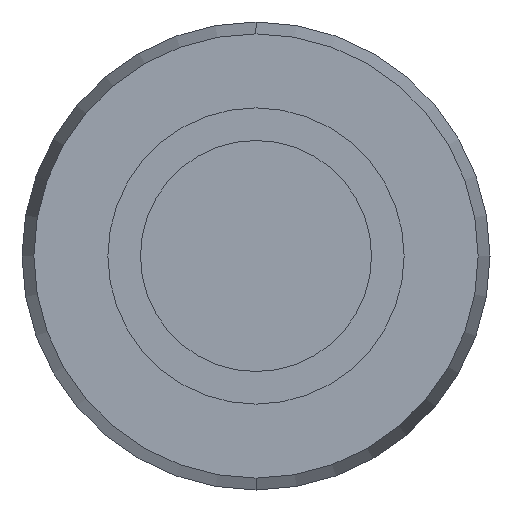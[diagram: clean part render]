
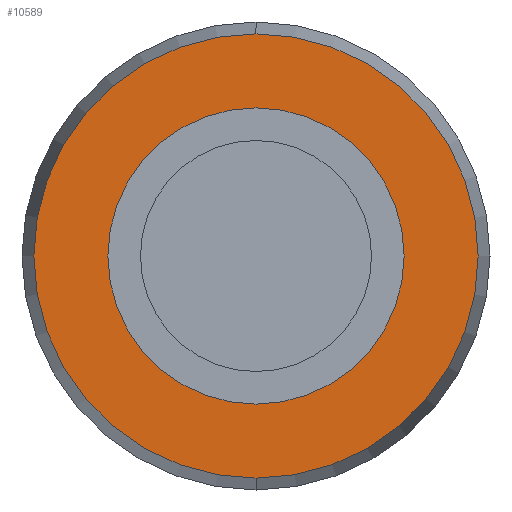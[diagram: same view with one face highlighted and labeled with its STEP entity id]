
A CAD part, left-side view. The second image highlights one B-rep face of the part: STEP entity #10589.
In plain terms, the highlighted planar face has unit normal (-1, 0, 0).
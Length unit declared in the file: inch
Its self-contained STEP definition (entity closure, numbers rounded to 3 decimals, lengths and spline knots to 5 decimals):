
#512 = CIRCLE ( 'NONE', #6671, 0.19685 ) ;
#717 = VERTEX_POINT ( 'NONE', #8867 ) ;
#1003 = AXIS2_PLACEMENT_3D ( 'NONE', #14046, #20525, #3575 ) ;
#1204 = DIRECTION ( 'NONE',  ( 0., 0., -1. ) ) ;
#1832 = EDGE_LOOP ( 'NONE', ( #3087, #14947 ) ) ;
#1990 = VERTEX_POINT ( 'NONE', #20576 ) ;
#2678 = CARTESIAN_POINT ( 'NONE',  ( 0., 0., 0. ) ) ;
#2852 = DIRECTION ( 'NONE',  ( 0., 0., -1. ) ) ;
#3087 = ORIENTED_EDGE ( 'NONE', *, *, #10831, .T. ) ;
#3523 = CIRCLE ( 'NONE', #1003, 0.19685 ) ;
#3575 = DIRECTION ( 'NONE',  ( 0., 0., 1. ) ) ;
#4085 = EDGE_CURVE ( 'NONE', #11679, #1990, #512, .T. ) ;
#4427 = EDGE_CURVE ( 'NONE', #717, #11038, #19043, .T. ) ;
#4967 = AXIS2_PLACEMENT_3D ( 'NONE', #2678, #9730, #1204 ) ;
#6329 = DIRECTION ( 'NONE',  ( 1., 0., 0. ) ) ;
#6671 = AXIS2_PLACEMENT_3D ( 'NONE', #9735, #6329, #20199 ) ;
#8088 = DIRECTION ( 'NONE',  ( 1., 0., 0. ) ) ;
#8255 = FACE_BOUND ( 'NONE', #1832, .T. ) ;
#8683 = CIRCLE ( 'NONE', #19912, 0.29528 ) ;
#8867 = CARTESIAN_POINT ( 'NONE',  ( 0., 0., -0.29528 ) ) ;
#9730 = DIRECTION ( 'NONE',  ( 1., 0., 0. ) ) ;
#9735 = CARTESIAN_POINT ( 'NONE',  ( 0., 0., 0. ) ) ;
#9922 = CARTESIAN_POINT ( 'NONE',  ( 0., 0., 0.29528 ) ) ;
#10589 = ADVANCED_FACE ( 'NONE', ( #8255, #18599 ), #13495, .F. ) ;
#10831 = EDGE_CURVE ( 'NONE', #1990, #11679, #3523, .T. ) ;
#11038 = VERTEX_POINT ( 'NONE', #9922 ) ;
#11094 = EDGE_LOOP ( 'NONE', ( #12441, #19354 ) ) ;
#11637 = DIRECTION ( 'NONE',  ( 1., 0., 0. ) ) ;
#11679 = VERTEX_POINT ( 'NONE', #13059 ) ;
#12441 = ORIENTED_EDGE ( 'NONE', *, *, #4427, .F. ) ;
#13059 = CARTESIAN_POINT ( 'NONE',  ( 0., 0., -0.19685 ) ) ;
#13495 = PLANE ( 'NONE',  #4967 ) ;
#13798 = EDGE_CURVE ( 'NONE', #11038, #717, #8683, .T. ) ;
#14046 = CARTESIAN_POINT ( 'NONE',  ( 0., 0., 0. ) ) ;
#14845 = DIRECTION ( 'NONE',  ( 0., 0., -1. ) ) ;
#14947 = ORIENTED_EDGE ( 'NONE', *, *, #4085, .T. ) ;
#16623 = CARTESIAN_POINT ( 'NONE',  ( 0., 0., 0. ) ) ;
#17957 = AXIS2_PLACEMENT_3D ( 'NONE', #18481, #11637, #14845 ) ;
#18481 = CARTESIAN_POINT ( 'NONE',  ( 0., 0., 0. ) ) ;
#18599 = FACE_OUTER_BOUND ( 'NONE', #11094, .T. ) ;
#19043 = CIRCLE ( 'NONE', #17957, 0.29528 ) ;
#19354 = ORIENTED_EDGE ( 'NONE', *, *, #13798, .F. ) ;
#19912 = AXIS2_PLACEMENT_3D ( 'NONE', #16623, #8088, #2852 ) ;
#20199 = DIRECTION ( 'NONE',  ( 0., 0., 1. ) ) ;
#20525 = DIRECTION ( 'NONE',  ( 1., 0., 0. ) ) ;
#20576 = CARTESIAN_POINT ( 'NONE',  ( 0., 0., 0.19685 ) ) ;
